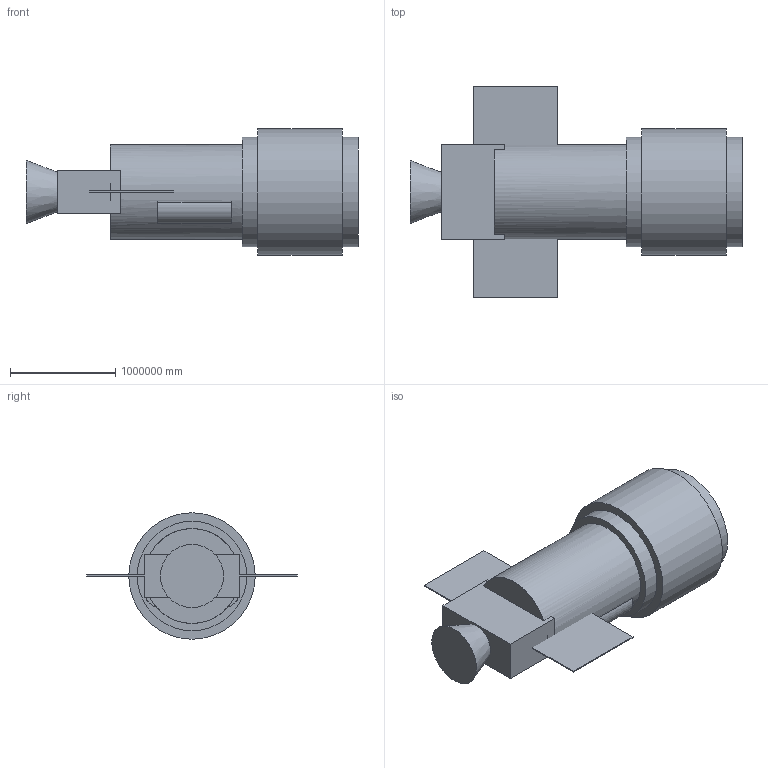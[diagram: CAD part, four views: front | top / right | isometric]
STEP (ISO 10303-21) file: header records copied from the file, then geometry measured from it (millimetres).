
FILE_DESCRIPTION(('FreeCAD Model'),'2;1');
FILE_NAME('Open CASCADE Shape Model','2025-09-13T04:23:53',('Author'),( ''),'Open CASCADE STEP processor 7.8','FreeCAD','Unknown');
FILE_SCHEMA(('AUTOMOTIVE_DESIGN { 1 0 10303 214 1 1 1 1 }'));
Length unit declared in the file: metre
Products named in the file (15): Rear; Mid; Nose; Shield_Moderator; Hull_Shell_fallback; Cockpit; Magnetic_Nozzle; Reactor_Core; Reactor_Rings; Rad2; Reactor_Coils; Tank_R; Tank_L; Rad1; DFD_Var_Assembly
Bounding box: 3150000 x 2000000 x 1200000 mm (x, y, z)
Volume: 7243744104294006784 mm3; surface area: 56889544609457.3 mm2
Topology: 24 solids, 25 shells, 92 faces, 158 edges, 100 vertices
Faces by surface type: plane 58, cylinder 18, torus 11, cone 5
Full cylindrical faces by diameter (mm): 300000 x2, 800000 x2, 840000 x3, 900000 x3, 1040000 x3, 1200000 x3
Entity records: 5515 total; most frequent: CARTESIAN_POINT 1602, DIRECTION 695, LINE 321, VECTOR 321, ORIENTED_EDGE 312, PCURVE 312, DEFINITIONAL_REPRESENTATION 312, AXIS2_PLACEMENT_3D 163
